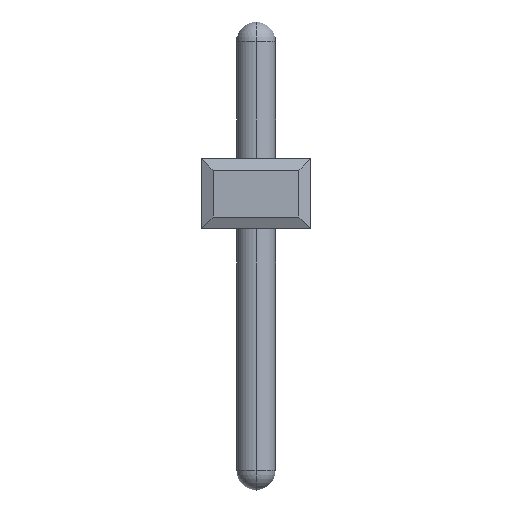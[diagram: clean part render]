
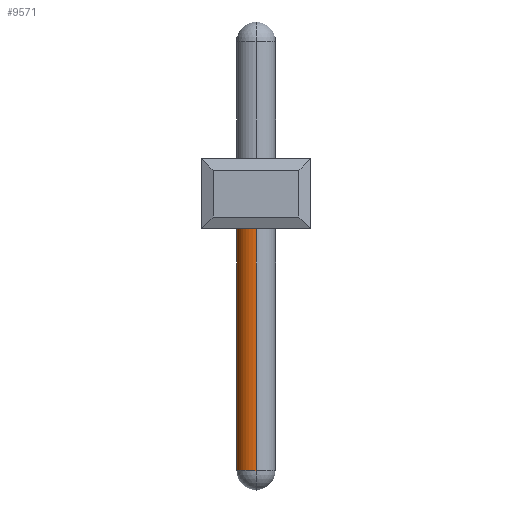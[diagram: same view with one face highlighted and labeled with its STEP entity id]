
A CAD part, front view. The second image highlights one B-rep face of the part: STEP entity #9571.
In plain terms, the highlighted cylindrical face has radius 0.5 mm (diameter 1 mm), a partial arc.
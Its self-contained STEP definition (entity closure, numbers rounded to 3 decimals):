
#3307=CARTESIAN_POINT('',(1.4,-36.75,0.2));
#3308=DIRECTION('',(0.,0.,1.));
#3309=DIRECTION('',(0.,1.,0.));
#3310=AXIS2_PLACEMENT_3D('',#3307,#3308,#3309);
#3321=CARTESIAN_POINT('',(1.4,-36.75,-6.2));
#3322=DIRECTION('',(0.,0.,1.));
#3323=DIRECTION('',(0.,1.,0.));
#3324=AXIS2_PLACEMENT_3D('',#3321,#3322,#3323);
#3326=DIRECTION('',(0.,0.,1.));
#3327=VECTOR('',#3326,6.4);
#3328=CARTESIAN_POINT('',(1.4,-36.25,-6.2));
#3329=LINE('',#3328,#3327);
#3335=DIRECTION('',(0.,0.,1.));
#3336=VECTOR('',#3335,6.4);
#3337=CARTESIAN_POINT('',(1.4,-37.25,-6.2));
#3338=LINE('',#3337,#3336);
#4238=CARTESIAN_POINT('',(1.4,-36.25,-6.2));
#4240=VERTEX_POINT('',#4238);
#4245=CARTESIAN_POINT('',(1.4,-37.25,-6.2));
#4246=VERTEX_POINT('',#4245);
#4249=CARTESIAN_POINT('',(1.4,-36.25,0.2));
#4250=CARTESIAN_POINT('',(1.4,-37.25,0.2));
#4251=VERTEX_POINT('',#4249);
#4252=VERTEX_POINT('',#4250);
#9557=CARTESIAN_POINT('',(1.4,-36.75,-7.3));
#9558=DIRECTION('',(0.,0.,1.));
#9559=DIRECTION('',(0.,1.,0.));
#9560=AXIS2_PLACEMENT_3D('',#9557,#9558,#9559);
#9561=CYLINDRICAL_SURFACE('',#9560,0.5);
#9562=ORIENTED_EDGE('',*,*,#9538,.T.);
#9564=ORIENTED_EDGE('',*,*,#9563,.F.);
#9566=ORIENTED_EDGE('',*,*,#9565,.F.);
#9568=ORIENTED_EDGE('',*,*,#9567,.T.);
#9569=EDGE_LOOP('',(#9562,#9564,#9566,#9568));
#9570=FACE_OUTER_BOUND('',#9569,.F.);
#9571=ADVANCED_FACE('',(#9570),#9561,.T.);
#3311=CIRCLE('',#3310,0.5);
#3325=CIRCLE('',#3324,0.5);
#9538=EDGE_CURVE('',#4251,#4252,#3311,.T.);
#9563=EDGE_CURVE('',#4246,#4252,#3338,.T.);
#9565=EDGE_CURVE('',#4240,#4246,#3325,.T.);
#9567=EDGE_CURVE('',#4240,#4251,#3329,.T.);
